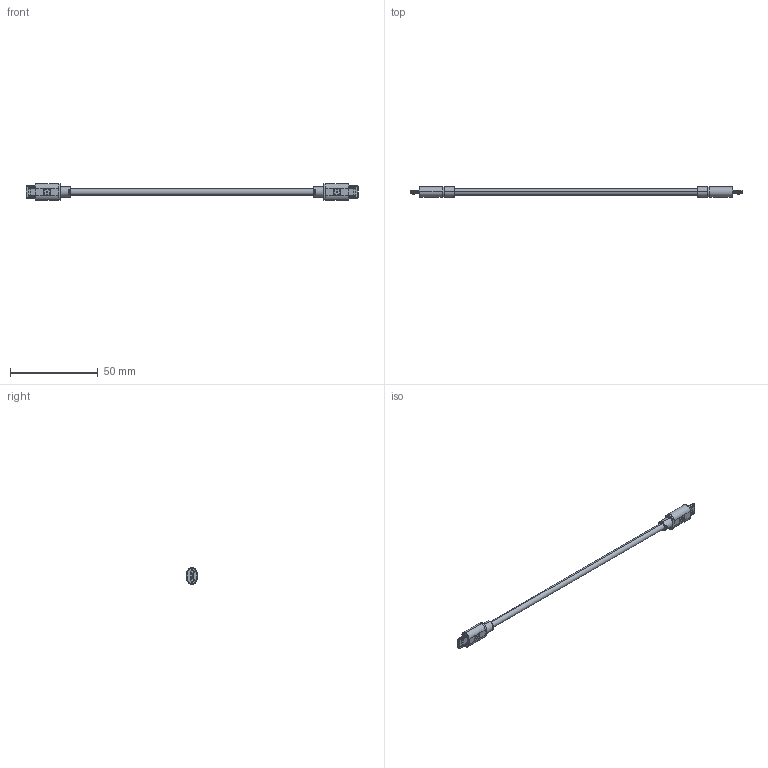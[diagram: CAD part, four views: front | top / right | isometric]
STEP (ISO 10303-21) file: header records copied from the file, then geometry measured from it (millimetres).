
FILE_DESCRIPTION (( 'STEP AP203' ), '1' );
FILE_NAME ('10-02343_revA.STEP', '2018-01-19T21:35:22', ( '' ), ( '' ), 'SwSTEP 2.0', 'SolidWorks 2015', '' );
FILE_SCHEMA (( 'CONFIG_CONTROL_DESIGN' ));
Length unit declared in the file: millimetre
Products named in the file (7): 50-00584 insulator; 50-00584; 24-00218; 55-00075; 50-00584 shell; 30-00088_blunt cut; 10-02343_revA
Assembly tree (9 placements, depth 3):
  10-02343_revA
    30-00088_blunt cut
    24-00218  x2
    55-00075  x2
    50-00584  x2
      50-00584 insulator
      50-00584 shell
Bounding box: 188.8 x 5.88 x 9.6 mm (x, y, z)
Volume: 3128.1 mm3; surface area: 16125.8 mm2
Topology: 62 solids, 62 shells, 916 faces, 2312 edges, 1536 vertices
Faces by surface type: plane 486, cylinder 318, bspline 80, torus 28, cone 4
Entity records: 19443 total; most frequent: CARTESIAN_POINT 4844, DIRECTION 2885, ORIENTED_EDGE 2786, EDGE_CURVE 1393, AXIS2_PLACEMENT_3D 1066, VERTEX_POINT 926, VECTOR 753, LINE 753
